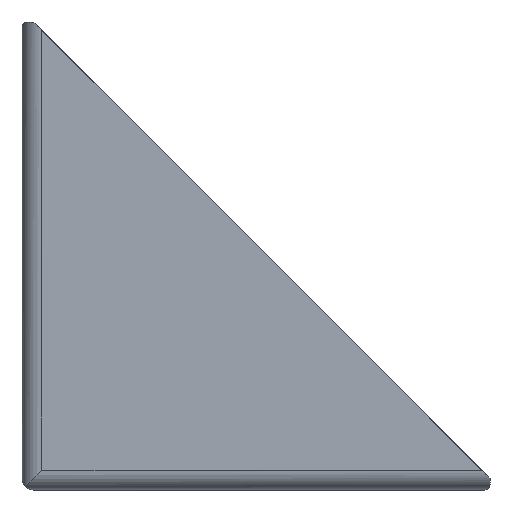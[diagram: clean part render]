
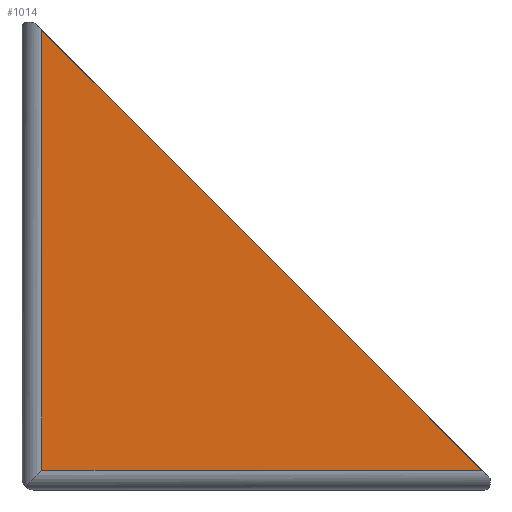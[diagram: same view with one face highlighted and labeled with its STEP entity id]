
A CAD part, front view. The second image highlights one B-rep face of the part: STEP entity #1014.
In plain terms, the highlighted planar face has unit normal (0, -1, 0).
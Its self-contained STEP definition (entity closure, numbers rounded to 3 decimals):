
#602=CARTESIAN_POINT('',(1.7,0.0,39.3));
#603=VERTEX_POINT('',#602);
#611=CARTESIAN_POINT('',(39.3,0.0,1.7));
#612=VERTEX_POINT('',#611);
#613=CARTESIAN_POINT('',(1.7,0.0,39.3));
#614=DIRECTION('',(0.707,0.0,-0.707));
#615=VECTOR('',#614,53.174);
#616=LINE('',#613,#615);
#617=EDGE_CURVE('',#603,#612,#616,.T.);
#979=CARTESIAN_POINT('',(1.7,0.0,1.7));
#980=VERTEX_POINT('',#979);
#988=CARTESIAN_POINT('',(1.7,0.0,39.3));
#989=DIRECTION('',(0.0,0.0,-1.0));
#990=VECTOR('',#989,37.6);
#991=LINE('',#988,#990);
#992=EDGE_CURVE('',#603,#980,#991,.T.);
#999=CARTESIAN_POINT('',(14.4,0.0,14.4));
#1000=DIRECTION('',(0.0,-1.0,0.0));
#1001=DIRECTION('',(0.0,0.0,-1.0));
#1002=AXIS2_PLACEMENT_3D('',#999,#1000,#1001);
#1003=PLANE('',#1002);
#1004=ORIENTED_EDGE('',*,*,#992,.T.);
#1005=CARTESIAN_POINT('',(1.7,0.0,1.7));
#1006=DIRECTION('',(1.0,0.0,0.0));
#1007=VECTOR('',#1006,37.6);
#1008=LINE('',#1005,#1007);
#1009=EDGE_CURVE('',#980,#612,#1008,.T.);
#1010=ORIENTED_EDGE('',*,*,#1009,.T.);
#1011=ORIENTED_EDGE('',*,*,#617,.F.);
#1012=EDGE_LOOP('',(#1004,#1010,#1011));
#1013=FACE_OUTER_BOUND('',#1012,.T.);
#1014=ADVANCED_FACE('',(#1013),#1003,.T.);
